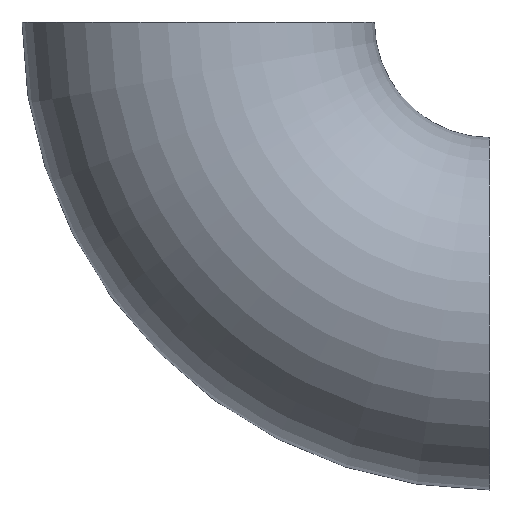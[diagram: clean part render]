
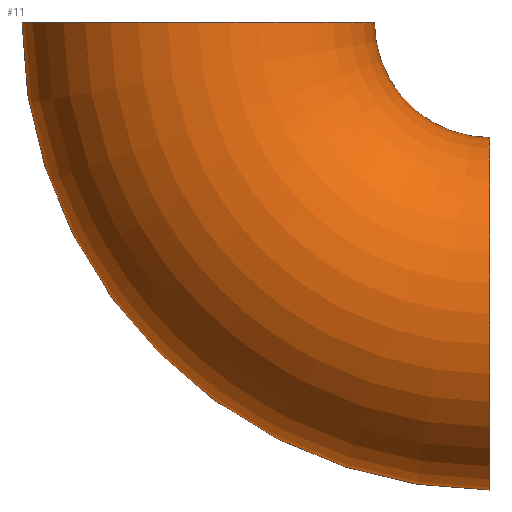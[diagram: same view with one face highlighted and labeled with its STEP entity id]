
A CAD part, front view. The second image highlights one B-rep face of the part: STEP entity #11.
In plain terms, the highlighted toroidal (fillet/blend) face has major radius 63 mm and minor radius 38.05 mm.
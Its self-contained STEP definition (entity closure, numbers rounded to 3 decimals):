
#2 = DIRECTION ( 'NONE',  ( 0., 0., 1. ) ) ;
#6 = CARTESIAN_POINT ( 'NONE',  ( 0., 0., -24.95 ) ) ;
#11 = ADVANCED_FACE ( 'NONE', ( #198 ), #65, .T. ) ;
#13 = CIRCLE ( 'NONE', #83, 38.05 ) ;
#24 = AXIS2_PLACEMENT_3D ( 'NONE', #118, #63, #95 ) ;
#35 = ORIENTED_EDGE ( 'NONE', *, *, #229, .T. ) ;
#36 = ORIENTED_EDGE ( 'NONE', *, *, #218, .F. ) ;
#50 = AXIS2_PLACEMENT_3D ( 'NONE', #128, #2, #104 ) ;
#63 = DIRECTION ( 'NONE',  ( 0., 1., 0. ) ) ;
#65 = TOROIDAL_SURFACE ( 'NONE', #24, 63., 38.05 ) ;
#66 = DIRECTION ( 'NONE',  ( -1., 0., 0. ) ) ;
#71 = ORIENTED_EDGE ( 'NONE', *, *, #184, .T. ) ;
#74 = DIRECTION ( 'NONE',  ( 0., 1., 0. ) ) ;
#75 = VERTEX_POINT ( 'NONE', #249 ) ;
#83 = AXIS2_PLACEMENT_3D ( 'NONE', #131, #66, #145 ) ;
#84 = DIRECTION ( 'NONE',  ( 0., 0., 1. ) ) ;
#90 = VERTEX_POINT ( 'NONE', #215 ) ;
#94 = AXIS2_PLACEMENT_3D ( 'NONE', #143, #74, #158 ) ;
#95 = DIRECTION ( 'NONE',  ( 0., 0., 1. ) ) ;
#104 = DIRECTION ( 'NONE',  ( 1., 0., 0. ) ) ;
#116 = VERTEX_POINT ( 'NONE', #162 ) ;
#118 = CARTESIAN_POINT ( 'NONE',  ( 0., 0., 0. ) ) ;
#128 = CARTESIAN_POINT ( 'NONE',  ( -63., 0., 0. ) ) ;
#131 = CARTESIAN_POINT ( 'NONE',  ( 0., 0., -63. ) ) ;
#142 = EDGE_CURVE ( 'NONE', #116, #90, #252, .T. ) ;
#143 = CARTESIAN_POINT ( 'NONE',  ( 0., 0., 0. ) ) ;
#145 = DIRECTION ( 'NONE',  ( 0., 0., 1. ) ) ;
#158 = DIRECTION ( 'NONE',  ( 0., 0., 1. ) ) ;
#160 = CIRCLE ( 'NONE', #50, 38.05 ) ;
#162 = CARTESIAN_POINT ( 'NONE',  ( 0., 0., -101.05 ) ) ;
#165 = CARTESIAN_POINT ( 'NONE',  ( 0., 0., 0. ) ) ;
#184 = EDGE_CURVE ( 'NONE', #209, #75, #232, .T. ) ;
#198 = FACE_OUTER_BOUND ( 'NONE', #210, .T. ) ;
#209 = VERTEX_POINT ( 'NONE', #6 ) ;
#210 = EDGE_LOOP ( 'NONE', ( #244, #35, #71, #36 ) ) ;
#211 = AXIS2_PLACEMENT_3D ( 'NONE', #165, #240, #84 ) ;
#215 = CARTESIAN_POINT ( 'NONE',  ( -101.05, 0., 0. ) ) ;
#218 = EDGE_CURVE ( 'NONE', #90, #75, #160, .T. ) ;
#229 = EDGE_CURVE ( 'NONE', #116, #209, #13, .T. ) ;
#232 = CIRCLE ( 'NONE', #211, 24.95 ) ;
#240 = DIRECTION ( 'NONE',  ( 0., 1., 0. ) ) ;
#244 = ORIENTED_EDGE ( 'NONE', *, *, #142, .F. ) ;
#249 = CARTESIAN_POINT ( 'NONE',  ( -24.95, 0., 0. ) ) ;
#252 = CIRCLE ( 'NONE', #94, 101.05 ) ;
